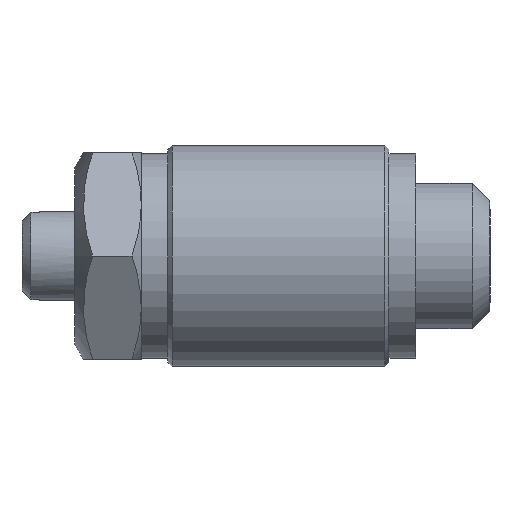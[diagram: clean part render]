
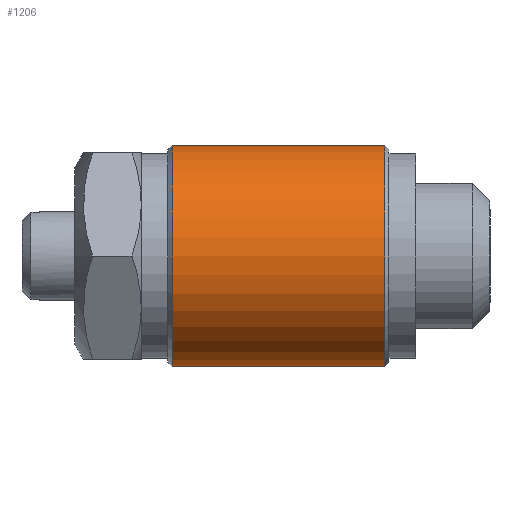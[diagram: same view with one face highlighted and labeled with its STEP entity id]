
A CAD part, left-side view. The second image highlights one B-rep face of the part: STEP entity #1206.
In plain terms, the highlighted cylindrical face has radius 7.5 mm (diameter 15 mm), a partial arc.
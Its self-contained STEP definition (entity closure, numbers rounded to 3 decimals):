
#476 = VERTEX_POINT ( 'NONE', #2176 ) ;
#557 = VERTEX_POINT ( 'NONE', #2382 ) ;
#602 = EDGE_CURVE ( 'NONE', #476, #615, #2679, .T. ) ;
#615 = VERTEX_POINT ( 'NONE', #2596 ) ;
#617 = VERTEX_POINT ( 'NONE', #2595 ) ;
#623 = EDGE_CURVE ( 'NONE', #557, #617, #2593, .T. ) ;
#954 = ORIENTED_EDGE ( 'NONE', *, *, #602, .T. ) ;
#960 = ORIENTED_EDGE ( 'NONE', *, *, #1200, .F. ) ;
#974 = ORIENTED_EDGE ( 'NONE', *, *, #623, .F. ) ;
#975 = ORIENTED_EDGE ( 'NONE', *, *, #977, .T. ) ;
#977 = EDGE_CURVE ( 'NONE', #557, #476, #2497, .T. ) ;
#1200 = EDGE_CURVE ( 'NONE', #617, #615, #1382, .T. ) ;
#1206 = ADVANCED_FACE ( 'NONE', ( #1395 ), #1490, .T. ) ;
#1207 = EDGE_LOOP ( 'NONE', ( #974, #975, #954, #960 ) ) ;
#1324 = DIRECTION ( 'NONE',  ( 0., 0., -1. ) ) ;
#1325 = DIRECTION ( 'NONE',  ( 0., -1., 0. ) ) ;
#1326 = AXIS2_PLACEMENT_3D ( 'NONE', #1457, #1325, #1324 ) ;
#1382 = CIRCLE ( 'NONE', #1394, 7.5 ) ;
#1390 = DIRECTION ( 'NONE',  ( 0., 0., -1. ) ) ;
#1391 = DIRECTION ( 'NONE',  ( 0., -1., 0. ) ) ;
#1393 = CARTESIAN_POINT ( 'NONE',  ( 0., 7.5, 0. ) ) ;
#1394 = AXIS2_PLACEMENT_3D ( 'NONE', #1393, #1391, #1390 ) ;
#1395 = FACE_OUTER_BOUND ( 'NONE', #1207, .T. ) ;
#1457 = CARTESIAN_POINT ( 'NONE',  ( 0., 4.819, 0. ) ) ;
#1490 = CYLINDRICAL_SURFACE ( 'NONE', #1326, 7.5 ) ;
#2176 = CARTESIAN_POINT ( 'NONE',  ( 0., 21.9, -7.5 ) ) ;
#2382 = CARTESIAN_POINT ( 'NONE',  ( 0., 21.9, 7.5 ) ) ;
#2497 = CIRCLE ( 'NONE', #2517, 7.5 ) ;
#2514 = DIRECTION ( 'NONE',  ( 0., 0., -1. ) ) ;
#2515 = DIRECTION ( 'NONE',  ( 0., -1., 0. ) ) ;
#2516 = CARTESIAN_POINT ( 'NONE',  ( 0., 21.9, 0. ) ) ;
#2517 = AXIS2_PLACEMENT_3D ( 'NONE', #2516, #2515, #2514 ) ;
#2591 = VECTOR ( 'NONE', #2674, 1000. ) ;
#2592 = CARTESIAN_POINT ( 'NONE',  ( 0., 4.819, 7.5 ) ) ;
#2593 = LINE ( 'NONE', #2592, #2591 ) ;
#2595 = CARTESIAN_POINT ( 'NONE',  ( 0., 7.5, 7.5 ) ) ;
#2596 = CARTESIAN_POINT ( 'NONE',  ( 0., 7.5, -7.5 ) ) ;
#2607 = DIRECTION ( 'NONE',  ( 0., -1., 0. ) ) ;
#2608 = VECTOR ( 'NONE', #2607, 1000. ) ;
#2609 = CARTESIAN_POINT ( 'NONE',  ( 0., 4.819, -7.5 ) ) ;
#2674 = DIRECTION ( 'NONE',  ( 0., -1., 0. ) ) ;
#2679 = LINE ( 'NONE', #2609, #2608 ) ;
